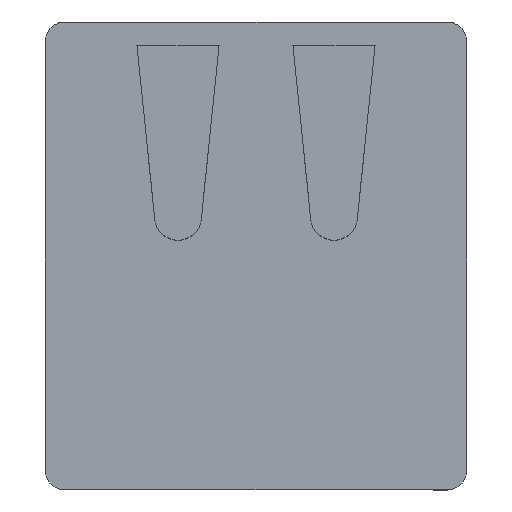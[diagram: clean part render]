
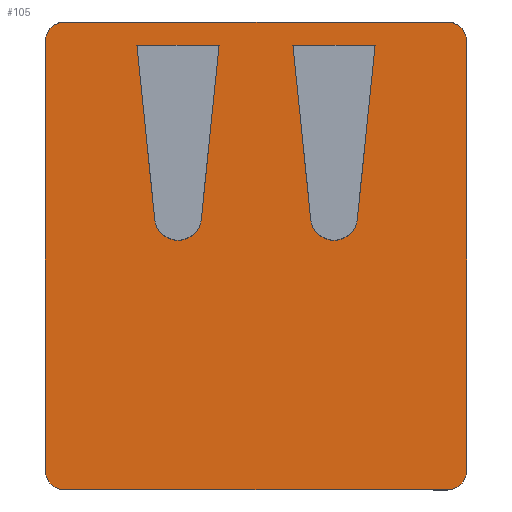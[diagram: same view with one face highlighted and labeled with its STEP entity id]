
A CAD part, top view. The second image highlights one B-rep face of the part: STEP entity #105.
In plain terms, the highlighted planar face has unit normal (0, 0, 1).
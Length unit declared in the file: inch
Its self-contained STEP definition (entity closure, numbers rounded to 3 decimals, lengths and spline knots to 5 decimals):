
#1 = EDGE_CURVE ( 'NONE', #286, #879, #142, .T. ) ;
#11 = DIRECTION ( 'NONE',  ( -1., 0., 0. ) ) ;
#24 = EDGE_CURVE ( 'NONE', #292, #565, #998, .T. ) ;
#38 = DIRECTION ( 'NONE',  ( -0.102, -0.995, 0. ) ) ;
#45 = EDGE_CURVE ( 'NONE', #783, #631, #52, .T. ) ;
#48 = ORIENTED_EDGE ( 'NONE', *, *, #493, .T. ) ;
#52 = CIRCLE ( 'NONE', #1107, 0.04724 ) ;
#54 = EDGE_LOOP ( 'NONE', ( #954, #1072, #95, #1055 ) ) ;
#73 = VECTOR ( 'NONE', #151, 39.37008 ) ;
#74 = LINE ( 'NONE', #682, #712 ) ;
#79 = ORIENTED_EDGE ( 'NONE', *, *, #324, .T. ) ;
#84 = VERTEX_POINT ( 'NONE', #782 ) ;
#92 = EDGE_CURVE ( 'NONE', #84, #201, #288, .T. ) ;
#95 = ORIENTED_EDGE ( 'NONE', *, *, #702, .T. ) ;
#105 = ADVANCED_FACE ( 'NONE', ( #872, #106, #455 ), #577, .T. ) ;
#106 = FACE_BOUND ( 'NONE', #976, .T. ) ;
#111 = DIRECTION ( 'NONE',  ( 0., 0., 1. ) ) ;
#129 = ORIENTED_EDGE ( 'NONE', *, *, #444, .T. ) ;
#132 = CARTESIAN_POINT ( 'NONE',  ( 0., 0.03937, 0.05906 ) ) ;
#133 = EDGE_CURVE ( 'NONE', #502, #478, #1053, .T. ) ;
#135 = VERTEX_POINT ( 'NONE', #828 ) ;
#142 = CIRCLE ( 'NONE', #710, 0.03937 ) ;
#151 = DIRECTION ( 'NONE',  ( -0.102, 0.995, 0. ) ) ;
#158 = AXIS2_PLACEMENT_3D ( 'NONE', #1046, #111, #11 ) ;
#162 = LINE ( 'NONE', #922, #469 ) ;
#186 = CARTESIAN_POINT ( 'NONE',  ( 0.03937, 0., 0.05906 ) ) ;
#193 = DIRECTION ( 'NONE',  ( 1., 0., 0. ) ) ;
#201 = VERTEX_POINT ( 'NONE', #396 ) ;
#206 = DIRECTION ( 'NONE',  ( 0., 0., -1. ) ) ;
#212 = EDGE_CURVE ( 'NONE', #1105, #783, #390, .T. ) ;
#234 = EDGE_CURVE ( 'NONE', #565, #135, #162, .T. ) ;
#238 = CARTESIAN_POINT ( 'NONE',  ( 0.81102, 0., 0.05906 ) ) ;
#241 = CARTESIAN_POINT ( 'NONE',  ( 0., 0.90551, 0.05906 ) ) ;
#255 = EDGE_LOOP ( 'NONE', ( #947, #129, #280, #508, #48, #571, #644, #691 ) ) ;
#263 = VECTOR ( 'NONE', #276, 39.37008 ) ;
#276 = DIRECTION ( 'NONE',  ( 1., 0., 0. ) ) ;
#280 = ORIENTED_EDGE ( 'NONE', *, *, #24, .T. ) ;
#286 = VERTEX_POINT ( 'NONE', #671 ) ;
#287 = VECTOR ( 'NONE', #498, 39.37008 ) ;
#288 = CIRCLE ( 'NONE', #820, 0.04724 ) ;
#292 = VERTEX_POINT ( 'NONE', #238 ) ;
#294 = CARTESIAN_POINT ( 'NONE',  ( 0., 0.47244, 0.05906 ) ) ;
#307 = ORIENTED_EDGE ( 'NONE', *, *, #92, .T. ) ;
#311 = LINE ( 'NONE', #294, #657 ) ;
#312 = CARTESIAN_POINT ( 'NONE',  ( 0.66566, 0.89764, 0.05906 ) ) ;
#320 = VERTEX_POINT ( 'NONE', #346 ) ;
#324 = EDGE_CURVE ( 'NONE', #201, #497, #593, .T. ) ;
#336 = ORIENTED_EDGE ( 'NONE', *, *, #1028, .T. ) ;
#341 = VERTEX_POINT ( 'NONE', #1110 ) ;
#346 = CARTESIAN_POINT ( 'NONE',  ( 0.81102, 0.94488, 0.05906 ) ) ;
#356 = EDGE_CURVE ( 'NONE', #631, #341, #598, .T. ) ;
#358 = DIRECTION ( 'NONE',  ( 0., 0., 1. ) ) ;
#382 = DIRECTION ( 'NONE',  ( -1., 0., 0. ) ) ;
#390 = LINE ( 'NONE', #312, #517 ) ;
#396 = CARTESIAN_POINT ( 'NONE',  ( 0.22072, 0.54637, 0.05906 ) ) ;
#407 = CARTESIAN_POINT ( 'NONE',  ( 0.18474, 0.89764, 0.05906 ) ) ;
#408 = DIRECTION ( 'NONE',  ( 1., 0., 0. ) ) ;
#413 = CIRCLE ( 'NONE', #550, 0.03937 ) ;
#444 = EDGE_CURVE ( 'NONE', #478, #292, #781, .T. ) ;
#455 = FACE_OUTER_BOUND ( 'NONE', #255, .T. ) ;
#469 = VECTOR ( 'NONE', #770, 39.37008 ) ;
#478 = VERTEX_POINT ( 'NONE', #186 ) ;
#481 = ORIENTED_EDGE ( 'NONE', *, *, #510, .T. ) ;
#483 = DIRECTION ( 'NONE',  ( 0., -1., 0. ) ) ;
#491 = DIRECTION ( 'NONE',  ( 0., 0., 1. ) ) ;
#493 = EDGE_CURVE ( 'NONE', #135, #320, #413, .T. ) ;
#494 = CARTESIAN_POINT ( 'NONE',  ( 0.4252, 0.94488, 0.05906 ) ) ;
#497 = VERTEX_POINT ( 'NONE', #407 ) ;
#498 = DIRECTION ( 'NONE',  ( -1., 0., 0. ) ) ;
#502 = VERTEX_POINT ( 'NONE', #132 ) ;
#508 = ORIENTED_EDGE ( 'NONE', *, *, #234, .T. ) ;
#510 = EDGE_CURVE ( 'NONE', #604, #84, #1079, .T. ) ;
#517 = VECTOR ( 'NONE', #721, 39.37008 ) ;
#522 = DIRECTION ( 'NONE',  ( 0., 0., 1. ) ) ;
#528 = CARTESIAN_POINT ( 'NONE',  ( 0.81102, 0.90551, 0.05906 ) ) ;
#546 = CARTESIAN_POINT ( 'NONE',  ( 0.03937, 0.90551, 0.05906 ) ) ;
#550 = AXIS2_PLACEMENT_3D ( 'NONE', #528, #522, #859 ) ;
#556 = CARTESIAN_POINT ( 'NONE',  ( 0.85039, 0.03937, 0.05906 ) ) ;
#565 = VERTEX_POINT ( 'NONE', #556 ) ;
#571 = ORIENTED_EDGE ( 'NONE', *, *, #919, .T. ) ;
#574 = AXIS2_PLACEMENT_3D ( 'NONE', #646, #491, #408 ) ;
#576 = EDGE_CURVE ( 'NONE', #879, #502, #311, .T. ) ;
#577 = PLANE ( 'NONE',  #574 ) ;
#589 = DIRECTION ( 'NONE',  ( 1., 0., 0. ) ) ;
#593 = LINE ( 'NONE', #765, #597 ) ;
#597 = VECTOR ( 'NONE', #1104, 39.37008 ) ;
#598 = LINE ( 'NONE', #940, #73 ) ;
#604 = VERTEX_POINT ( 'NONE', #1057 ) ;
#631 = VERTEX_POINT ( 'NONE', #1086 ) ;
#644 = ORIENTED_EDGE ( 'NONE', *, *, #1, .T. ) ;
#646 = CARTESIAN_POINT ( 'NONE',  ( 0.4252, 0.47244, 0.05906 ) ) ;
#650 = CARTESIAN_POINT ( 'NONE',  ( 0.3507, 0.89764, 0.05906 ) ) ;
#657 = VECTOR ( 'NONE', #483, 39.37008 ) ;
#664 = CARTESIAN_POINT ( 'NONE',  ( 0.4252, 0.89764, 0.05906 ) ) ;
#671 = CARTESIAN_POINT ( 'NONE',  ( 0.03937, 0.94488, 0.05906 ) ) ;
#682 = CARTESIAN_POINT ( 'NONE',  ( 0.4252, 0.89764, 0.05906 ) ) ;
#691 = ORIENTED_EDGE ( 'NONE', *, *, #576, .T. ) ;
#695 = DIRECTION ( 'NONE',  ( -1., 0., 0. ) ) ;
#702 = EDGE_CURVE ( 'NONE', #341, #1105, #757, .T. ) ;
#710 = AXIS2_PLACEMENT_3D ( 'NONE', #546, #358, #695 ) ;
#712 = VECTOR ( 'NONE', #589, 39.37008 ) ;
#721 = DIRECTION ( 'NONE',  ( -0.102, -0.995, 0. ) ) ;
#756 = CARTESIAN_POINT ( 'NONE',  ( 0.66566, 0.89764, 0.05906 ) ) ;
#757 = LINE ( 'NONE', #664, #759 ) ;
#759 = VECTOR ( 'NONE', #1000, 39.37008 ) ;
#765 = CARTESIAN_POINT ( 'NONE',  ( 0.22072, 0.54637, 0.05906 ) ) ;
#770 = DIRECTION ( 'NONE',  ( 0., 1., 0. ) ) ;
#781 = LINE ( 'NONE', #1041, #263 ) ;
#782 = CARTESIAN_POINT ( 'NONE',  ( 0.31471, 0.54637, 0.05906 ) ) ;
#783 = VERTEX_POINT ( 'NONE', #984 ) ;
#816 = DIRECTION ( 'NONE',  ( -1., 0., 0. ) ) ;
#820 = AXIS2_PLACEMENT_3D ( 'NONE', #1042, #957, #193 ) ;
#828 = CARTESIAN_POINT ( 'NONE',  ( 0.85039, 0.90551, 0.05906 ) ) ;
#852 = AXIS2_PLACEMENT_3D ( 'NONE', #974, #990, #816 ) ;
#859 = DIRECTION ( 'NONE',  ( -1., 0., 0. ) ) ;
#860 = VECTOR ( 'NONE', #38, 39.37008 ) ;
#872 = FACE_BOUND ( 'NONE', #54, .T. ) ;
#879 = VERTEX_POINT ( 'NONE', #241 ) ;
#919 = EDGE_CURVE ( 'NONE', #320, #286, #1083, .T. ) ;
#922 = CARTESIAN_POINT ( 'NONE',  ( 0.85039, 0.47244, 0.05906 ) ) ;
#940 = CARTESIAN_POINT ( 'NONE',  ( 0.53568, 0.54637, 0.05906 ) ) ;
#947 = ORIENTED_EDGE ( 'NONE', *, *, #133, .T. ) ;
#954 = ORIENTED_EDGE ( 'NONE', *, *, #45, .T. ) ;
#957 = DIRECTION ( 'NONE',  ( 0., 0., -1. ) ) ;
#969 = CARTESIAN_POINT ( 'NONE',  ( 0.58268, 0.55118, 0.05906 ) ) ;
#974 = CARTESIAN_POINT ( 'NONE',  ( 0.03937, 0.03937, 0.05906 ) ) ;
#976 = EDGE_LOOP ( 'NONE', ( #481, #307, #79, #336 ) ) ;
#984 = CARTESIAN_POINT ( 'NONE',  ( 0.62968, 0.54637, 0.05906 ) ) ;
#990 = DIRECTION ( 'NONE',  ( 0., 0., 1. ) ) ;
#998 = CIRCLE ( 'NONE', #158, 0.03937 ) ;
#1000 = DIRECTION ( 'NONE',  ( 1., 0., 0. ) ) ;
#1028 = EDGE_CURVE ( 'NONE', #497, #604, #74, .T. ) ;
#1041 = CARTESIAN_POINT ( 'NONE',  ( 0.4252, 0., 0.05906 ) ) ;
#1042 = CARTESIAN_POINT ( 'NONE',  ( 0.26772, 0.55118, 0.05906 ) ) ;
#1046 = CARTESIAN_POINT ( 'NONE',  ( 0.81102, 0.03937, 0.05906 ) ) ;
#1053 = CIRCLE ( 'NONE', #852, 0.03937 ) ;
#1055 = ORIENTED_EDGE ( 'NONE', *, *, #212, .T. ) ;
#1057 = CARTESIAN_POINT ( 'NONE',  ( 0.3507, 0.89764, 0.05906 ) ) ;
#1072 = ORIENTED_EDGE ( 'NONE', *, *, #356, .T. ) ;
#1079 = LINE ( 'NONE', #650, #860 ) ;
#1083 = LINE ( 'NONE', #494, #287 ) ;
#1086 = CARTESIAN_POINT ( 'NONE',  ( 0.53568, 0.54637, 0.05906 ) ) ;
#1104 = DIRECTION ( 'NONE',  ( -0.102, 0.995, 0. ) ) ;
#1105 = VERTEX_POINT ( 'NONE', #756 ) ;
#1107 = AXIS2_PLACEMENT_3D ( 'NONE', #969, #206, #382 ) ;
#1110 = CARTESIAN_POINT ( 'NONE',  ( 0.4997, 0.89764, 0.05906 ) ) ;
